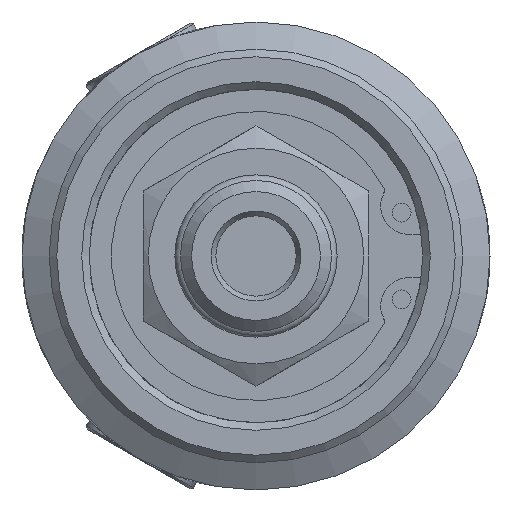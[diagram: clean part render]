
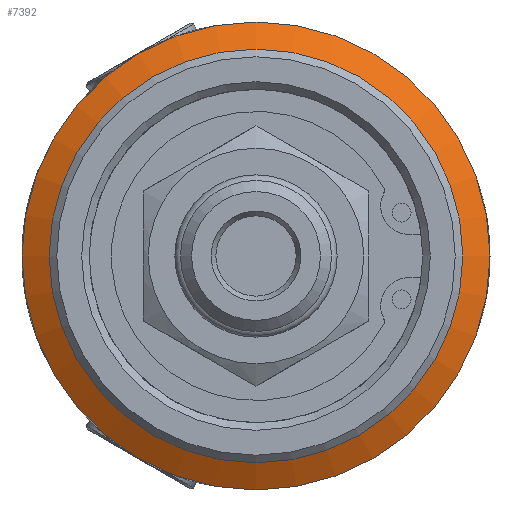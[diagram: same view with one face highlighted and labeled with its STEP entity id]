
A CAD part, left-side view. The second image highlights one B-rep face of the part: STEP entity #7392.
In plain terms, the highlighted conical face has half-angle 60 degrees and reference radius 23.312 mm.
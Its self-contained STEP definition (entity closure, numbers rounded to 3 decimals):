
#18=CONICAL_SURFACE('',#7885,23.312,1.047);
#998=LINE('',#48225,#1441);
#1441=VECTOR('',#9193,23.312);
#2176=FACE_OUTER_BOUND('',#2622,.T.);
#2622=EDGE_LOOP('',(#6513,#6514,#6515,#6516,#6517,#6518));
#2909=CIRCLE('',#7837,24.75);
#2910=CIRCLE('',#7838,24.75);
#2926=CIRCLE('',#7886,21.874);
#2927=CIRCLE('',#7887,21.874);
#3559=VERTEX_POINT('',#47950);
#3560=VERTEX_POINT('',#47952);
#3608=VERTEX_POINT('',#48224);
#3609=VERTEX_POINT('',#48226);
#4550=EDGE_CURVE('',#3559,#3560,#2909,.T.);
#4551=EDGE_CURVE('',#3560,#3559,#2910,.T.);
#4619=EDGE_CURVE('',#3559,#3608,#998,.T.);
#4620=EDGE_CURVE('',#3608,#3609,#2926,.T.);
#4621=EDGE_CURVE('',#3609,#3608,#2927,.T.);
#6513=ORIENTED_EDGE('',*,*,#4551,.F.);
#6514=ORIENTED_EDGE('',*,*,#4550,.F.);
#6515=ORIENTED_EDGE('',*,*,#4619,.T.);
#6516=ORIENTED_EDGE('',*,*,#4620,.T.);
#6517=ORIENTED_EDGE('',*,*,#4621,.T.);
#6518=ORIENTED_EDGE('',*,*,#4619,.F.);
#7392=ADVANCED_FACE('',(#2176),#18,.T.);
#7837=AXIS2_PLACEMENT_3D('',#47953,#9061,#9062);
#7838=AXIS2_PLACEMENT_3D('',#47954,#9063,#9064);
#7885=AXIS2_PLACEMENT_3D('',#48223,#9191,#9192);
#7886=AXIS2_PLACEMENT_3D('',#48227,#9194,#9195);
#7887=AXIS2_PLACEMENT_3D('',#48228,#9196,#9197);
#9061=DIRECTION('center_axis',(1.,0.,0.));
#9062=DIRECTION('ref_axis',(0.,1.,0.));
#9063=DIRECTION('center_axis',(1.,0.,0.));
#9064=DIRECTION('ref_axis',(0.,1.,0.));
#9191=DIRECTION('center_axis',(1.,0.,0.));
#9192=DIRECTION('ref_axis',(0.,1.,0.));
#9193=DIRECTION('',(-0.5,0.866,0.));
#9194=DIRECTION('center_axis',(1.,0.,0.));
#9195=DIRECTION('ref_axis',(0.,1.,0.));
#9196=DIRECTION('center_axis',(1.,0.,0.));
#9197=DIRECTION('ref_axis',(0.,1.,0.));
#47950=CARTESIAN_POINT('',(37.66,-24.75,0.));
#47952=CARTESIAN_POINT('',(37.66,24.75,0.));
#47953=CARTESIAN_POINT('Origin',(37.66,0.,0.));
#47954=CARTESIAN_POINT('Origin',(37.66,0.,0.));
#48223=CARTESIAN_POINT('Origin',(36.83,0.,0.));
#48224=CARTESIAN_POINT('',(36.,-21.874,0.));
#48225=CARTESIAN_POINT('',(36.83,-23.312,0.));
#48226=CARTESIAN_POINT('',(36.,21.874,0.));
#48227=CARTESIAN_POINT('Origin',(36.,0.,0.));
#48228=CARTESIAN_POINT('Origin',(36.,0.,0.));
